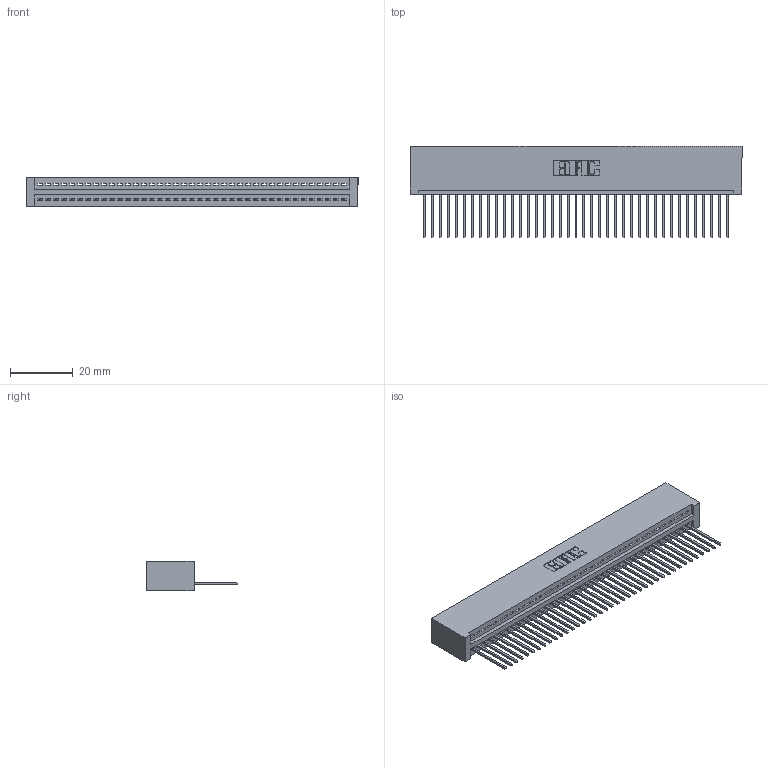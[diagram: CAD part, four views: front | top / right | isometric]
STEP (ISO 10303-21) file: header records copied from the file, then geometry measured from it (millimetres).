
FILE_DESCRIPTION (( 'STEP AP203' ), '1' );
FILE_NAME ('395-039-540-101.STEP', '2019-10-22T03:01:44', ( '' ), ( '' ), 'SwSTEP 2.0', 'SolidWorks 2016', '' );
FILE_SCHEMA (( 'CONFIG_CONTROL_DESIGN' ));
Length unit declared in the file: inch
Products named in the file (3): 345-292-001_345-293-140; 345 Part_No Mounting Lugs; 395-039-540-101
Assembly tree (40 placements, depth 2):
  395-039-540-101
    345 Part_No Mounting Lugs
    345-292-001_345-293-140  x39
Bounding box: 105.66 x 29.13 x 9.4 mm (x, y, z)
Volume: 10648.7 mm3; surface area: 14680.5 mm2
Topology: 40 solids, 40 shells, 2380 faces, 7181 edges, 4734 vertices
Faces by surface type: plane 1636, cylinder 744
Entity records: 29497 total; most frequent: CARTESIAN_POINT 5117, ORIENTED_EDGE 5090, DIRECTION 4467, EDGE_CURVE 2545, LINE 2265, VECTOR 2265, VERTEX_POINT 1694, AXIS2_PLACEMENT_3D 1101
